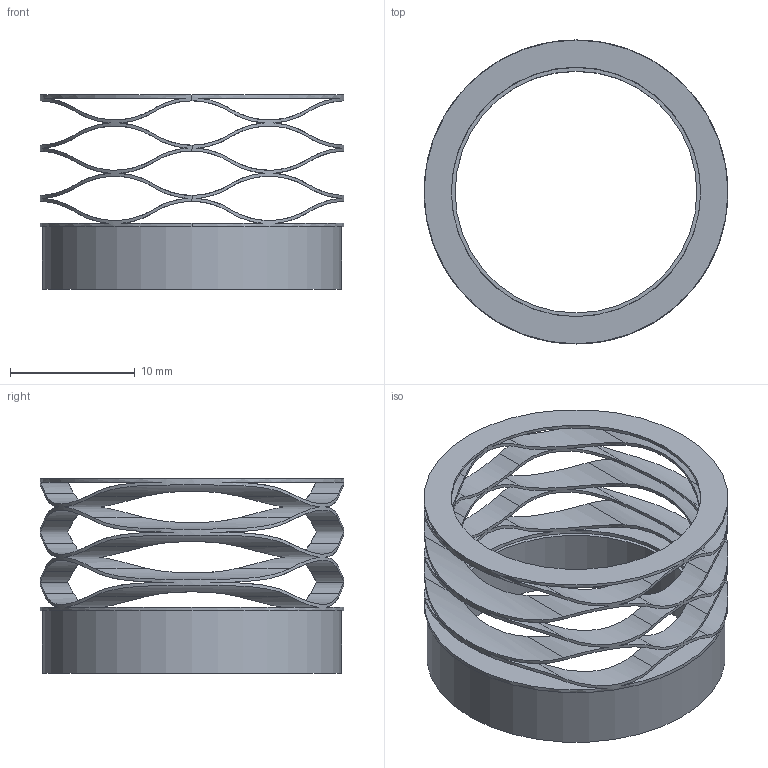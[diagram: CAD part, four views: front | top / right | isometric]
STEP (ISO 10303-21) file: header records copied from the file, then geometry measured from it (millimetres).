
FILE_DESCRIPTION(('FreeCAD Model'),'2;1');
FILE_NAME('sep_base.step', '2016-09-25T15:41:45',('Author'),(''), 'Open CASCADE STEP processor 6.8','FreeCAD','Unknown');
FILE_SCHEMA(('AUTOMOTIVE_DESIGN_CC2 { 1 2 10303 214 -1 1 5 4 }'));
Length unit declared in the file: millimetre
Products named in the file (3): ASSEMBLY; 1561T45; Pocket
Assembly tree (2 placements, depth 2):
  ASSEMBLY
    1561T45
    Pocket
Bounding box: 24.38 x 24.38 x 15.59 mm (x, y, z)
Volume: 1057.9 mm3; surface area: 3381.8 mm2
Topology: 2 solids, 2 shells, 126 faces, 420 edges, 280 vertices
Faces by surface type: cylinder 116, plane 10
Full cylindrical faces by diameter (mm): 19.4 x1, 24 x1
Entity records: 31582 total; most frequent: CARTESIAN_POINT 25237, B_SPLINE_CURVE_WITH_KNOTS 1038, ORIENTED_EDGE 840, PCURVE 840, DEFINITIONAL_REPRESENTATION 840, DIRECTION 492, EDGE_CURVE 420, SURFACE_CURVE 418
